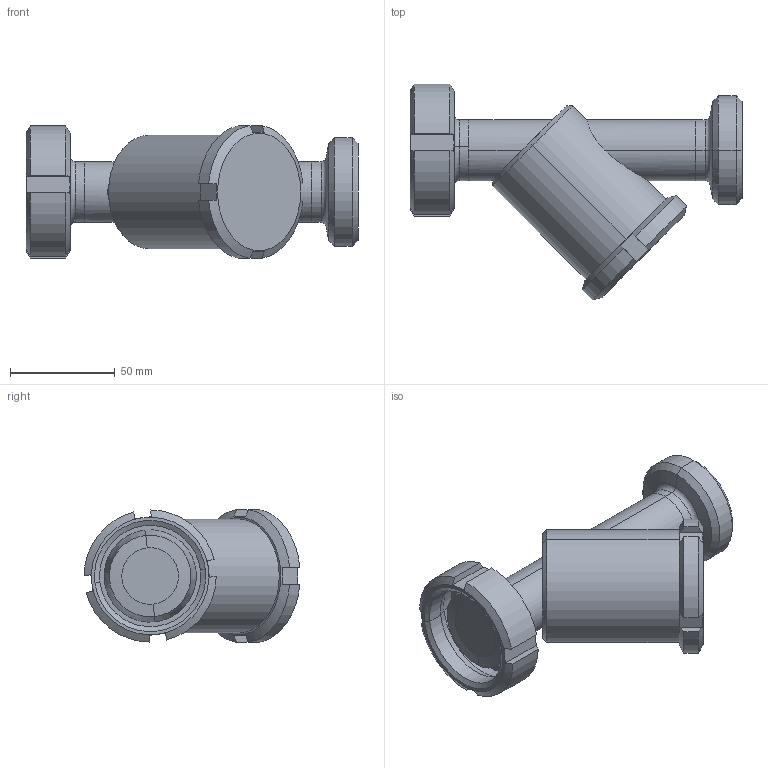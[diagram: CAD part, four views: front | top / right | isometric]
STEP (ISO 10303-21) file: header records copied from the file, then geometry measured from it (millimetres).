
FILE_DESCRIPTION (( 'STEP AP214' ), '1' );
FILE_NAME ('7023025320-041.STEP', '2017-03-29T09:50:07', ( '' ), ( '' ), 'SwSTEP 2.0', 'SolidWorks 2017', '' );
FILE_SCHEMA (( 'AUTOMOTIVE_DESIGN' ));
Length unit declared in the file: millimetre
Products named in the file (1): 7023025320-041
Bounding box: 158.25 x 102.87 x 63.5 mm (x, y, z)
Volume: 292599.4 mm3; surface area: 46129.6 mm2
Topology: 2 solids, 2 shells, 103 faces, 240 edges, 148 vertices
Faces by surface type: plane 37, cylinder 32, cone 30, torus 4
Entity records: 3193 total; most frequent: CARTESIAN_POINT 852, ORIENTED_EDGE 480, DIRECTION 478, EDGE_CURVE 240, AXIS2_PLACEMENT_3D 200, VERTEX_POINT 148, EDGE_LOOP 112, FACE_OUTER_BOUND 103
